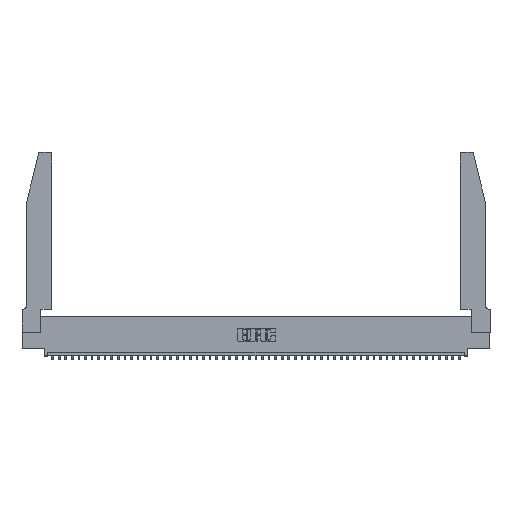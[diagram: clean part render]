
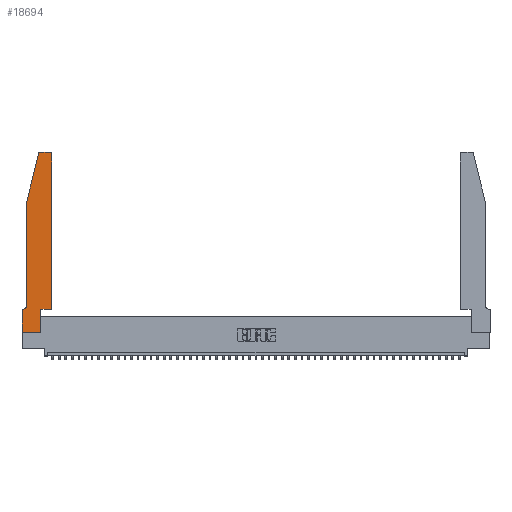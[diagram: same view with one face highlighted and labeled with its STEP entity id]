
A CAD part, top view. The second image highlights one B-rep face of the part: STEP entity #18694.
In plain terms, the highlighted planar face has unit normal (0, 0, 1).
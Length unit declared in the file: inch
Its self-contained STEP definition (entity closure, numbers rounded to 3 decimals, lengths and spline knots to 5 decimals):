
#884 = CARTESIAN_POINT ( 'NONE',  ( 0., 0., 0.37 ) ) ;
#2027 = ORIENTED_EDGE ( 'NONE', *, *, #34904, .T. ) ;
#2265 = LINE ( 'NONE', #48081, #45440 ) ;
#2285 = EDGE_CURVE ( 'NONE', #34503, #13736, #6515, .T. ) ;
#2378 = CARTESIAN_POINT ( 'NONE',  ( 0.0755, 2., 0.37 ) ) ;
#4183 = DIRECTION ( 'NONE',  ( -1., 0., 0. ) ) ;
#5646 = DIRECTION ( 'NONE',  ( -0.239, -0.971, 0. ) ) ;
#6255 = DIRECTION ( 'NONE',  ( -1., 0., 0. ) ) ;
#6456 = ORIENTED_EDGE ( 'NONE', *, *, #30939, .T. ) ;
#6515 = LINE ( 'NONE', #28762, #23259 ) ;
#7139 = VECTOR ( 'NONE', #39364, 39.37008 ) ;
#7378 = VERTEX_POINT ( 'NONE', #14840 ) ;
#7431 = ORIENTED_EDGE ( 'NONE', *, *, #25239, .T. ) ;
#7571 = LINE ( 'NONE', #30514, #17743 ) ;
#8008 = CARTESIAN_POINT ( 'NONE',  ( 0.4505, 2.72, 0.37 ) ) ;
#8562 = DIRECTION ( 'NONE',  ( 1., 0., 0. ) ) ;
#8903 = EDGE_CURVE ( 'NONE', #46439, #9545, #2265, .T. ) ;
#9545 = VERTEX_POINT ( 'NONE', #26041 ) ;
#10823 = EDGE_CURVE ( 'NONE', #12076, #7378, #15982, .T. ) ;
#11092 = DIRECTION ( 'NONE',  ( -1., 0., 0. ) ) ;
#12076 = VERTEX_POINT ( 'NONE', #23594 ) ;
#12762 = CARTESIAN_POINT ( 'NONE',  ( 0.4505, 0.35, 0.37 ) ) ;
#13736 = VERTEX_POINT ( 'NONE', #29774 ) ;
#14296 = LINE ( 'NONE', #22446, #48391 ) ;
#14747 = ORIENTED_EDGE ( 'NONE', *, *, #8903, .T. ) ;
#14840 = CARTESIAN_POINT ( 'NONE',  ( 0.0055, 0.35, 0.37 ) ) ;
#15982 = CIRCLE ( 'NONE', #36908, 0.07 ) ;
#16092 = EDGE_CURVE ( 'NONE', #9545, #46110, #34638, .T. ) ;
#17242 = VERTEX_POINT ( 'NONE', #8008 ) ;
#17283 = DIRECTION ( 'NONE',  ( 1., 0., 0. ) ) ;
#17697 = CARTESIAN_POINT ( 'NONE',  ( 0.2865, 0., 0.37 ) ) ;
#17743 = VECTOR ( 'NONE', #34385, 39.37008 ) ;
#18474 = VECTOR ( 'NONE', #20591, 39.37008 ) ;
#18694 = ADVANCED_FACE ( 'NONE', ( #38447 ), #27284, .T. ) ;
#19392 = VECTOR ( 'NONE', #46951, 39.37008 ) ;
#19628 = DIRECTION ( 'NONE',  ( 1., 0., 0. ) ) ;
#19797 = CARTESIAN_POINT ( 'NONE',  ( 0.4205, 2.72, 0.37 ) ) ;
#19863 = VECTOR ( 'NONE', #36864, 39.37008 ) ;
#20591 = DIRECTION ( 'NONE',  ( 0., 1., 0. ) ) ;
#20811 = LINE ( 'NONE', #12762, #18474 ) ;
#21092 = LINE ( 'NONE', #2378, #19863 ) ;
#21322 = VERTEX_POINT ( 'NONE', #40036 ) ;
#21326 = CARTESIAN_POINT ( 'NONE',  ( 0.0755, 2., 0.37 ) ) ;
#22446 = CARTESIAN_POINT ( 'NONE',  ( 0.0755, 0.35, 0.37 ) ) ;
#22968 = ORIENTED_EDGE ( 'NONE', *, *, #2285, .T. ) ;
#22980 = CARTESIAN_POINT ( 'NONE',  ( 0.25487, 2.72718, 0.37 ) ) ;
#23259 = VECTOR ( 'NONE', #17283, 39.37008 ) ;
#23301 = ORIENTED_EDGE ( 'NONE', *, *, #32694, .T. ) ;
#23356 = CARTESIAN_POINT ( 'NONE',  ( 0.284, 2.72, 0.37 ) ) ;
#23594 = CARTESIAN_POINT ( 'NONE',  ( 0.0755, 0.42, 0.37 ) ) ;
#23720 = ORIENTED_EDGE ( 'NONE', *, *, #10823, .T. ) ;
#23900 = VECTOR ( 'NONE', #5646, 39.37008 ) ;
#25239 = EDGE_CURVE ( 'NONE', #49436, #34503, #30441, .T. ) ;
#25284 = CARTESIAN_POINT ( 'NONE',  ( 0., 0., 0.37 ) ) ;
#26041 = CARTESIAN_POINT ( 'NONE',  ( 0.284, 2.75, 0.37 ) ) ;
#26078 = EDGE_CURVE ( 'NONE', #13736, #17242, #20811, .T. ) ;
#26906 = ORIENTED_EDGE ( 'NONE', *, *, #46643, .T. ) ;
#27284 = PLANE ( 'NONE',  #38203 ) ;
#27320 = DIRECTION ( 'NONE',  ( 1., 0., 0. ) ) ;
#27480 = CARTESIAN_POINT ( 'NONE',  ( 0.0055, 0.42, 0.37 ) ) ;
#27989 = ORIENTED_EDGE ( 'NONE', *, *, #28411, .T. ) ;
#28411 = EDGE_CURVE ( 'NONE', #34388, #49436, #46314, .T. ) ;
#28762 = CARTESIAN_POINT ( 'NONE',  ( 0.4505, 0.35, 0.37 ) ) ;
#29774 = CARTESIAN_POINT ( 'NONE',  ( 0.4505, 0.35, 0.37 ) ) ;
#30096 = CIRCLE ( 'NONE', #40144, 0.03 ) ;
#30441 = LINE ( 'NONE', #35482, #7139 ) ;
#30514 = CARTESIAN_POINT ( 'NONE',  ( 0., 0., 0.37 ) ) ;
#30939 = EDGE_CURVE ( 'NONE', #21322, #34388, #7571, .T. ) ;
#31595 = CARTESIAN_POINT ( 'NONE',  ( 0., 0.35, 0.37 ) ) ;
#32694 = EDGE_CURVE ( 'NONE', #17242, #46439, #30096, .T. ) ;
#33020 = EDGE_CURVE ( 'NONE', #47885, #12076, #21092, .T. ) ;
#33550 = AXIS2_PLACEMENT_3D ( 'NONE', #23356, #38320, #27320 ) ;
#33856 = CARTESIAN_POINT ( 'NONE',  ( 0.2865, 0.35, 0.37 ) ) ;
#34385 = DIRECTION ( 'NONE',  ( 0., -1., 0. ) ) ;
#34388 = VERTEX_POINT ( 'NONE', #25284 ) ;
#34503 = VERTEX_POINT ( 'NONE', #33856 ) ;
#34638 = CIRCLE ( 'NONE', #33550, 0.03 ) ;
#34852 = DIRECTION ( 'NONE',  ( 0., 0., 1. ) ) ;
#34904 = EDGE_CURVE ( 'NONE', #46110, #47885, #47884, .T. ) ;
#35314 = DIRECTION ( 'NONE',  ( 0., 0., 1. ) ) ;
#35482 = CARTESIAN_POINT ( 'NONE',  ( 0.2865, 0.35, 0.37 ) ) ;
#36062 = ORIENTED_EDGE ( 'NONE', *, *, #33020, .T. ) ;
#36864 = DIRECTION ( 'NONE',  ( 0., -1., 0. ) ) ;
#36908 = AXIS2_PLACEMENT_3D ( 'NONE', #27480, #40535, #4183 ) ;
#37951 = ORIENTED_EDGE ( 'NONE', *, *, #16092, .T. ) ;
#38203 = AXIS2_PLACEMENT_3D ( 'NONE', #31595, #35314, #8562 ) ;
#38320 = DIRECTION ( 'NONE',  ( 0., 0., 1. ) ) ;
#38447 = FACE_OUTER_BOUND ( 'NONE', #40489, .T. ) ;
#39364 = DIRECTION ( 'NONE',  ( 0., 1., 0. ) ) ;
#40036 = CARTESIAN_POINT ( 'NONE',  ( 0., 0.35, 0.37 ) ) ;
#40144 = AXIS2_PLACEMENT_3D ( 'NONE', #19797, #34852, #19628 ) ;
#40489 = EDGE_LOOP ( 'NONE', ( #14747, #37951, #2027, #36062, #23720, #26906, #6456, #27989, #7431, #22968, #41241, #23301 ) ) ;
#40535 = DIRECTION ( 'NONE',  ( 0., 0., -1. ) ) ;
#41241 = ORIENTED_EDGE ( 'NONE', *, *, #26078, .T. ) ;
#42491 = CARTESIAN_POINT ( 'NONE',  ( 0.0755, 2., 0.37 ) ) ;
#45440 = VECTOR ( 'NONE', #6255, 39.37008 ) ;
#46110 = VERTEX_POINT ( 'NONE', #22980 ) ;
#46314 = LINE ( 'NONE', #884, #19392 ) ;
#46439 = VERTEX_POINT ( 'NONE', #48355 ) ;
#46643 = EDGE_CURVE ( 'NONE', #7378, #21322, #14296, .T. ) ;
#46951 = DIRECTION ( 'NONE',  ( 1., 0., 0. ) ) ;
#47884 = LINE ( 'NONE', #42491, #23900 ) ;
#47885 = VERTEX_POINT ( 'NONE', #21326 ) ;
#48081 = CARTESIAN_POINT ( 'NONE',  ( 0.2605, 2.75, 0.37 ) ) ;
#48355 = CARTESIAN_POINT ( 'NONE',  ( 0.4205, 2.75, 0.37 ) ) ;
#48391 = VECTOR ( 'NONE', #11092, 39.37008 ) ;
#49436 = VERTEX_POINT ( 'NONE', #17697 ) ;
